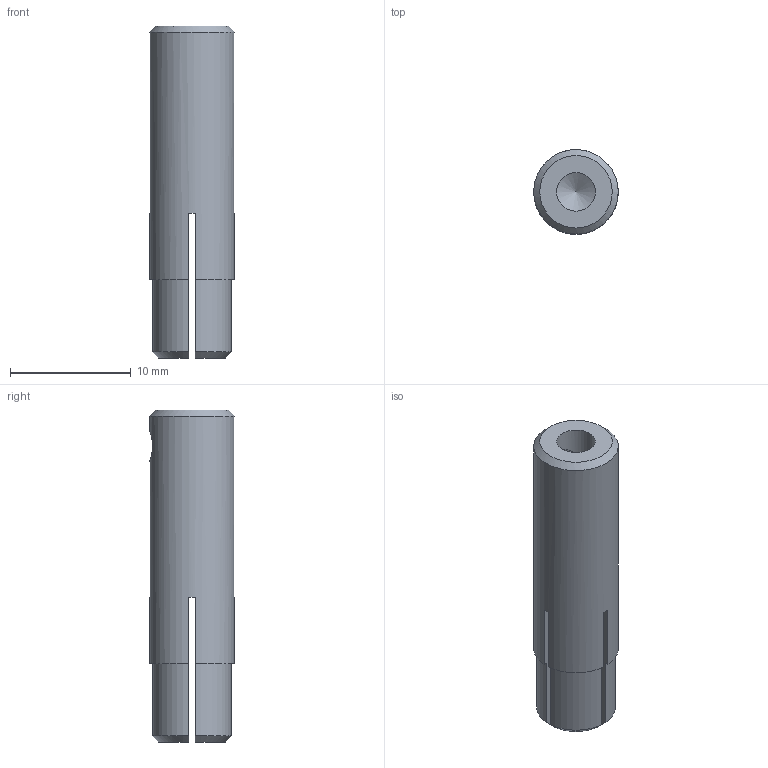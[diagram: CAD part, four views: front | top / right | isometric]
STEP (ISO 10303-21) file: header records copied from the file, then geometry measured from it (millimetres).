
FILE_DESCRIPTION(/* description */ (''),/* implementation_level */ '2;1');
FILE_NAME(/* name */ 'N4049_pino_contato_L.stp',/* time_stamp */ '2021-03-23T15:18:41-03:00',/* author */ ('nilton'),/* organization */ (''),/* preprocessor_version */ 'ST-DEVELOPER v16.13',/* originating_system */ 'Autodesk Inventor 2018',/* authorisation */ '');
FILE_SCHEMA (('AUTOMOTIVE_DESIGN { 1 0 10303 214 3 1 1 }'));
Length unit declared in the file: millimetre
Products named in the file (1): Pino_contato_L
Bounding box: 7 x 7 x 27.5 mm (x, y, z)
Volume: 630.6 mm3; surface area: 1052.1 mm2
Topology: 1 solids, 1 shells, 36 faces, 104 edges, 69 vertices
Faces by surface type: plane 21, cylinder 8, cone 7
Full cylindrical faces by diameter (mm): 2.459 x1, 3.2 x1, 4.5 x1, 7 x1
Entity records: 1218 total; most frequent: CARTESIAN_POINT 285, DIRECTION 188, ORIENTED_EDGE 184, EDGE_CURVE 92, AXIS2_PLACEMENT_3D 70, VERTEX_POINT 64, LINE 48, VECTOR 48
